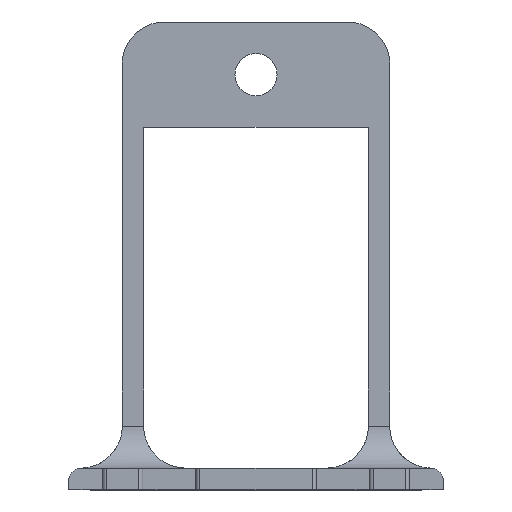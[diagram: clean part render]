
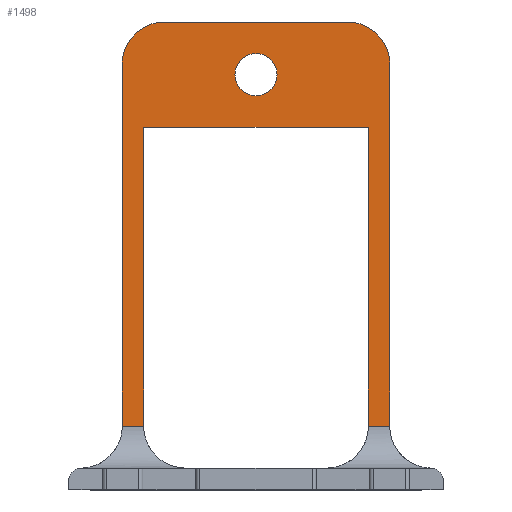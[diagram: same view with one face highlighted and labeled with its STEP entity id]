
A CAD part, top view. The second image highlights one B-rep face of the part: STEP entity #1498.
In plain terms, the highlighted planar face has unit normal (0, 0, 1).
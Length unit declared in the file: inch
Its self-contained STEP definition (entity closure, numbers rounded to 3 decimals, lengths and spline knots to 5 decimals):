
#3 = VECTOR ( 'NONE', #805, 39.37008 ) ;
#8 = DIRECTION ( 'NONE',  ( 1., 0., 0. ) ) ;
#26 = CARTESIAN_POINT ( 'NONE',  ( -1.05, 3.38575, -0.2374 ) ) ;
#37 = EDGE_CURVE ( 'NONE', #2301, #730, #1255, .T. ) ;
#62 = ORIENTED_EDGE ( 'NONE', *, *, #1304, .F. ) ;
#107 = LINE ( 'NONE', #827, #1513 ) ;
#133 = CARTESIAN_POINT ( 'NONE',  ( 1.25, 3.9763, -0.2374 ) ) ;
#150 = CARTESIAN_POINT ( 'NONE',  ( -0.8563, 3.9763, -0.2374 ) ) ;
#204 = EDGE_CURVE ( 'NONE', #730, #2317, #973, .T. ) ;
#314 = VERTEX_POINT ( 'NONE', #934 ) ;
#378 = VERTEX_POINT ( 'NONE', #1914 ) ;
#442 = CARTESIAN_POINT ( 'NONE',  ( 0.8563, 4.37, -0.2374 ) ) ;
#451 = DIRECTION ( 'NONE',  ( 0., 0., -1. ) ) ;
#457 = CARTESIAN_POINT ( 'NONE',  ( -1.25, 3.9763, -0.2374 ) ) ;
#460 = DIRECTION ( 'NONE',  ( -1., 0., 0. ) ) ;
#468 = EDGE_CURVE ( 'NONE', #2317, #378, #107, .T. ) ;
#554 = EDGE_LOOP ( 'NONE', ( #1634, #1474, #883, #1580, #717, #1082, #861, #882, #1794, #682 ) ) ;
#569 = VERTEX_POINT ( 'NONE', #133 ) ;
#571 = VECTOR ( 'NONE', #727, 39.37008 ) ;
#589 = CARTESIAN_POINT ( 'NONE',  ( -1.25, 0.5937, -0.2374 ) ) ;
#648 = AXIS2_PLACEMENT_3D ( 'NONE', #1148, #1160, #2237 ) ;
#657 = DIRECTION ( 'NONE',  ( 1., 0., 0. ) ) ;
#680 = LINE ( 'NONE', #2334, #852 ) ;
#682 = ORIENTED_EDGE ( 'NONE', *, *, #37, .T. ) ;
#701 = AXIS2_PLACEMENT_3D ( 'NONE', #758, #1844, #1671 ) ;
#714 = CARTESIAN_POINT ( 'NONE',  ( -0.8563, 4.37, -0.2374 ) ) ;
#717 = ORIENTED_EDGE ( 'NONE', *, *, #1414, .T. ) ;
#727 = DIRECTION ( 'NONE',  ( 0., -1., 0. ) ) ;
#730 = VERTEX_POINT ( 'NONE', #457 ) ;
#758 = CARTESIAN_POINT ( 'NONE',  ( 0.8563, 3.9763, -0.2374 ) ) ;
#772 = LINE ( 'NONE', #1495, #950 ) ;
#785 = VECTOR ( 'NONE', #1917, 39.37008 ) ;
#805 = DIRECTION ( 'NONE',  ( 1., 0., 0. ) ) ;
#827 = CARTESIAN_POINT ( 'NONE',  ( -1.25, 0.5937, -0.2374 ) ) ;
#841 = CARTESIAN_POINT ( 'NONE',  ( -1.05, 5.00498, -0.2374 ) ) ;
#852 = VECTOR ( 'NONE', #2297, 39.37008 ) ;
#861 = ORIENTED_EDGE ( 'NONE', *, *, #2130, .F. ) ;
#867 = EDGE_CURVE ( 'NONE', #2015, #378, #1800, .T. ) ;
#882 = ORIENTED_EDGE ( 'NONE', *, *, #2109, .T. ) ;
#883 = ORIENTED_EDGE ( 'NONE', *, *, #867, .F. ) ;
#934 = CARTESIAN_POINT ( 'NONE',  ( 0.19685, 3.87787, -0.2374 ) ) ;
#950 = VECTOR ( 'NONE', #1684, 39.37008 ) ;
#973 = LINE ( 'NONE', #1107, #1732 ) ;
#1011 = CARTESIAN_POINT ( 'NONE',  ( 1.25, 0.5937, -0.2374 ) ) ;
#1033 = DIRECTION ( 'NONE',  ( 0., 0., 1. ) ) ;
#1051 = CARTESIAN_POINT ( 'NONE',  ( 1.25, 4.37, -0.2374 ) ) ;
#1082 = ORIENTED_EDGE ( 'NONE', *, *, #1560, .T. ) ;
#1107 = CARTESIAN_POINT ( 'NONE',  ( -1.25, 5.00498, -0.2374 ) ) ;
#1122 = VERTEX_POINT ( 'NONE', #2127 ) ;
#1129 = PLANE ( 'NONE',  #1476 ) ;
#1135 = DIRECTION ( 'NONE',  ( 0., -1., 0. ) ) ;
#1148 = CARTESIAN_POINT ( 'NONE',  ( 0., 3.87787, -0.2374 ) ) ;
#1160 = DIRECTION ( 'NONE',  ( 0., 0., 1. ) ) ;
#1195 = CIRCLE ( 'NONE', #701, 0.3937 ) ;
#1232 = AXIS2_PLACEMENT_3D ( 'NONE', #1944, #1033, #8 ) ;
#1241 = DIRECTION ( 'NONE',  ( -1., 0., 0. ) ) ;
#1255 = CIRCLE ( 'NONE', #1556, 0.3937 ) ;
#1262 = VERTEX_POINT ( 'NONE', #442 ) ;
#1301 = EDGE_LOOP ( 'NONE', ( #62, #1456 ) ) ;
#1304 = EDGE_CURVE ( 'NONE', #314, #2282, #2085, .T. ) ;
#1346 = CARTESIAN_POINT ( 'NONE',  ( -1.25, 5.00498, -0.2374 ) ) ;
#1371 = CARTESIAN_POINT ( 'NONE',  ( 1.25, 5.00498, -0.2374 ) ) ;
#1414 = EDGE_CURVE ( 'NONE', #1122, #1764, #772, .T. ) ;
#1456 = ORIENTED_EDGE ( 'NONE', *, *, #2290, .F. ) ;
#1471 = CARTESIAN_POINT ( 'NONE',  ( 1.05, 0.5937, -0.2374 ) ) ;
#1474 = ORIENTED_EDGE ( 'NONE', *, *, #468, .T. ) ;
#1476 = AXIS2_PLACEMENT_3D ( 'NONE', #1346, #451, #460 ) ;
#1495 = CARTESIAN_POINT ( 'NONE',  ( 1.05, 5.00498, -0.2374 ) ) ;
#1498 = ADVANCED_FACE ( 'NONE', ( #1903, #2037 ), #1129, .F. ) ;
#1513 = VECTOR ( 'NONE', #657, 39.37008 ) ;
#1541 = LINE ( 'NONE', #1371, #785 ) ;
#1556 = AXIS2_PLACEMENT_3D ( 'NONE', #150, #2147, #2160 ) ;
#1560 = EDGE_CURVE ( 'NONE', #1764, #1678, #1703, .T. ) ;
#1579 = CARTESIAN_POINT ( 'NONE',  ( -0.19685, 3.87787, -0.2374 ) ) ;
#1580 = ORIENTED_EDGE ( 'NONE', *, *, #2294, .T. ) ;
#1634 = ORIENTED_EDGE ( 'NONE', *, *, #204, .T. ) ;
#1671 = DIRECTION ( 'NONE',  ( -1., 0., 0. ) ) ;
#1678 = VERTEX_POINT ( 'NONE', #1011 ) ;
#1684 = DIRECTION ( 'NONE',  ( 0., -1., 0. ) ) ;
#1703 = LINE ( 'NONE', #589, #3 ) ;
#1732 = VECTOR ( 'NONE', #1135, 39.37008 ) ;
#1764 = VERTEX_POINT ( 'NONE', #1471 ) ;
#1794 = ORIENTED_EDGE ( 'NONE', *, *, #1930, .T. ) ;
#1800 = LINE ( 'NONE', #841, #571 ) ;
#1844 = DIRECTION ( 'NONE',  ( 0., 0., 1. ) ) ;
#1903 = FACE_BOUND ( 'NONE', #1301, .T. ) ;
#1914 = CARTESIAN_POINT ( 'NONE',  ( -1.05, 0.5937, -0.2374 ) ) ;
#1917 = DIRECTION ( 'NONE',  ( 0., -1., 0. ) ) ;
#1930 = EDGE_CURVE ( 'NONE', #1262, #2301, #2303, .T. ) ;
#1944 = CARTESIAN_POINT ( 'NONE',  ( 0., 3.87787, -0.2374 ) ) ;
#1988 = VECTOR ( 'NONE', #1241, 39.37008 ) ;
#2015 = VERTEX_POINT ( 'NONE', #26 ) ;
#2037 = FACE_OUTER_BOUND ( 'NONE', #554, .T. ) ;
#2085 = CIRCLE ( 'NONE', #648, 0.19685 ) ;
#2109 = EDGE_CURVE ( 'NONE', #569, #1262, #1195, .T. ) ;
#2127 = CARTESIAN_POINT ( 'NONE',  ( 1.05, 3.38575, -0.2374 ) ) ;
#2130 = EDGE_CURVE ( 'NONE', #569, #1678, #1541, .T. ) ;
#2147 = DIRECTION ( 'NONE',  ( 0., 0., 1. ) ) ;
#2159 = CARTESIAN_POINT ( 'NONE',  ( -1.25, 0.5937, -0.2374 ) ) ;
#2160 = DIRECTION ( 'NONE',  ( -1., 0., 0. ) ) ;
#2237 = DIRECTION ( 'NONE',  ( 1., 0., 0. ) ) ;
#2256 = CIRCLE ( 'NONE', #1232, 0.19685 ) ;
#2282 = VERTEX_POINT ( 'NONE', #1579 ) ;
#2290 = EDGE_CURVE ( 'NONE', #2282, #314, #2256, .T. ) ;
#2294 = EDGE_CURVE ( 'NONE', #2015, #1122, #680, .T. ) ;
#2297 = DIRECTION ( 'NONE',  ( 1., 0., 0. ) ) ;
#2301 = VERTEX_POINT ( 'NONE', #714 ) ;
#2303 = LINE ( 'NONE', #1051, #1988 ) ;
#2317 = VERTEX_POINT ( 'NONE', #2159 ) ;
#2334 = CARTESIAN_POINT ( 'NONE',  ( 1.25, 3.38575, -0.2374 ) ) ;
